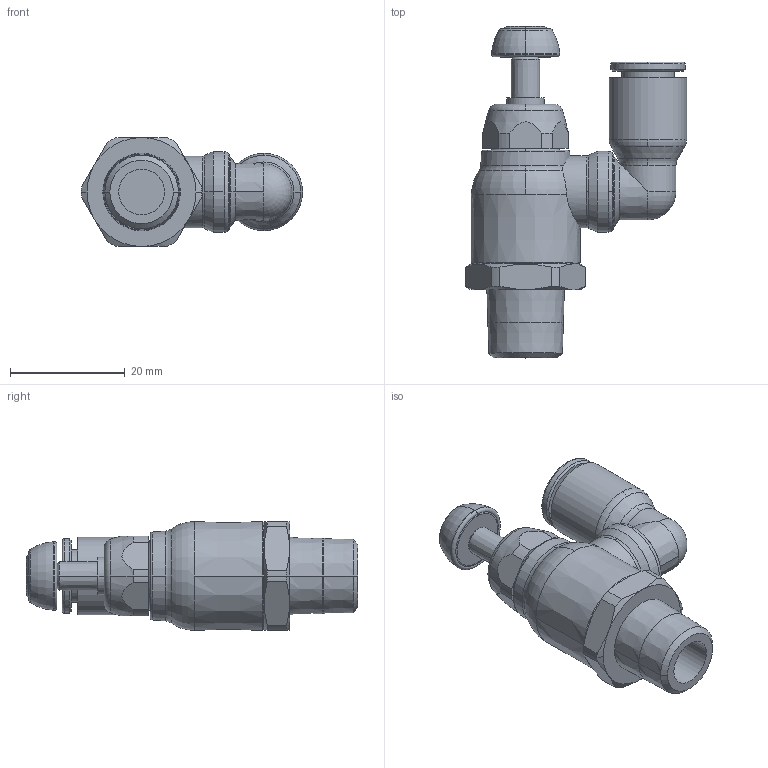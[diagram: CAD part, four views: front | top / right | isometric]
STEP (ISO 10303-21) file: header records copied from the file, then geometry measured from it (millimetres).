
FILE_DESCRIPTION(('STEP AP214'),'1');
FILE_NAME('7045_08_13.stp','2016-07-07T14:14:22',('TraceParts'),('TraceParts S.A.'),'Spatial InterOp 3D',' ',' ');
FILE_SCHEMA(('automotive_design'));
Length unit declared in the file: millimetre
Products named in the file (1): 1
Bounding box: 38.58 x 57.9 x 19 mm (x, y, z)
Volume: 13342.9 mm3; surface area: 5336.7 mm2
Topology: 1 solids, 3 shells, 156 faces, 383 edges, 243 vertices
Faces by surface type: cone 48, torus 42, cylinder 35, plane 27, revolution 4
Entity records: 5146 total; most frequent: CARTESIAN_POINT 1315, DIRECTION 897, ORIENTED_EDGE 766, AXIS2_PLACEMENT_3D 395, EDGE_CURVE 383, VERTEX_POINT 243, CIRCLE 242, EDGE_LOOP 168
